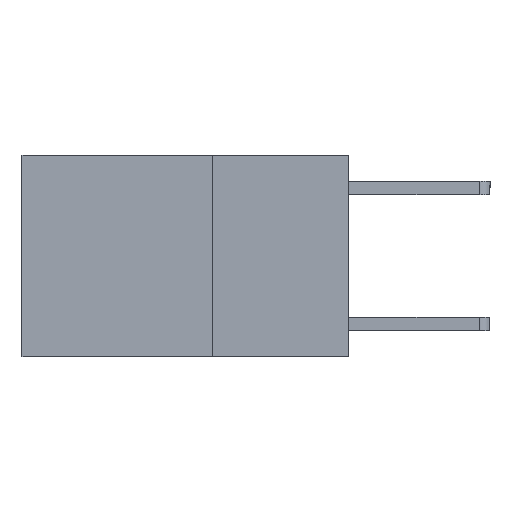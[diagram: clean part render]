
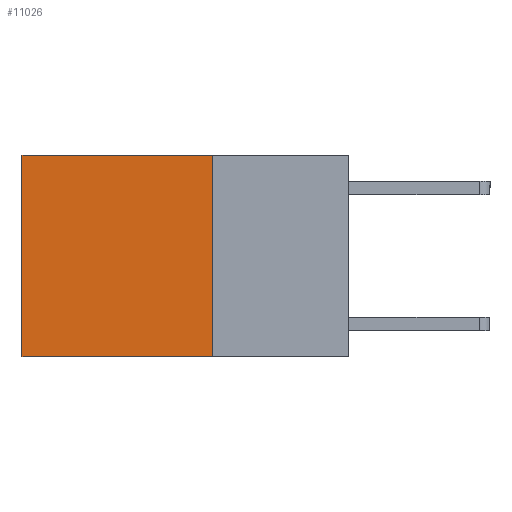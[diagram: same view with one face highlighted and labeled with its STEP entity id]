
A CAD part, left-side view. The second image highlights one B-rep face of the part: STEP entity #11026.
In plain terms, the highlighted planar face has unit normal (-1, 0, 0).
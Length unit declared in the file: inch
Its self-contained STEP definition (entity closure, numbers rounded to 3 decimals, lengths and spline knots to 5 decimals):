
#38 = DIRECTION ( 'NONE',  ( 0., 1., 0. ) ) ;
#273 = EDGE_CURVE ( 'NONE', #6577, #5519, #9658, .T. ) ;
#733 = VECTOR ( 'NONE', #7512, 39.37008 ) ;
#740 = CARTESIAN_POINT ( 'NONE',  ( 0.2625, 0.25, -0.37 ) ) ;
#1722 = FACE_OUTER_BOUND ( 'NONE', #6207, .T. ) ;
#1814 = AXIS2_PLACEMENT_3D ( 'NONE', #9796, #6782, #10660 ) ;
#2339 = VECTOR ( 'NONE', #38, 39.37008 ) ;
#2685 = CARTESIAN_POINT ( 'NONE',  ( 0.2625, 0.25, 0. ) ) ;
#2802 = CARTESIAN_POINT ( 'NONE',  ( 0.2625, 0.6, -0.37 ) ) ;
#3172 = LINE ( 'NONE', #9342, #9020 ) ;
#3269 = LINE ( 'NONE', #9378, #733 ) ;
#3610 = VECTOR ( 'NONE', #9540, 39.37008 ) ;
#4175 = ORIENTED_EDGE ( 'NONE', *, *, #10032, .F. ) ;
#4343 = ORIENTED_EDGE ( 'NONE', *, *, #5081, .T. ) ;
#5081 = EDGE_CURVE ( 'NONE', #10811, #7452, #3269, .T. ) ;
#5519 = VERTEX_POINT ( 'NONE', #740 ) ;
#6207 = EDGE_LOOP ( 'NONE', ( #4343, #4175, #10232, #10893 ) ) ;
#6246 = PLANE ( 'NONE',  #1814 ) ;
#6577 = VERTEX_POINT ( 'NONE', #9812 ) ;
#6782 = DIRECTION ( 'NONE',  ( 1., 0., 0. ) ) ;
#7452 = VERTEX_POINT ( 'NONE', #2802 ) ;
#7512 = DIRECTION ( 'NONE',  ( 0., 0., -1. ) ) ;
#8086 = CARTESIAN_POINT ( 'NONE',  ( 0.2625, 0.6, 0. ) ) ;
#8801 = LINE ( 'NONE', #11340, #2339 ) ;
#9020 = VECTOR ( 'NONE', #11129, 39.37008 ) ;
#9342 = CARTESIAN_POINT ( 'NONE',  ( 0.2625, 0.25, 0. ) ) ;
#9378 = CARTESIAN_POINT ( 'NONE',  ( 0.2625, 0.6, 0. ) ) ;
#9396 = EDGE_CURVE ( 'NONE', #6577, #10811, #3172, .T. ) ;
#9540 = DIRECTION ( 'NONE',  ( 0., 0., -1. ) ) ;
#9658 = LINE ( 'NONE', #2685, #3610 ) ;
#9796 = CARTESIAN_POINT ( 'NONE',  ( 0.2625, 0.25, 0. ) ) ;
#9812 = CARTESIAN_POINT ( 'NONE',  ( 0.2625, 0.25, 0. ) ) ;
#10032 = EDGE_CURVE ( 'NONE', #5519, #7452, #8801, .T. ) ;
#10232 = ORIENTED_EDGE ( 'NONE', *, *, #273, .F. ) ;
#10660 = DIRECTION ( 'NONE',  ( 0., 0., -1. ) ) ;
#10811 = VERTEX_POINT ( 'NONE', #8086 ) ;
#10893 = ORIENTED_EDGE ( 'NONE', *, *, #9396, .T. ) ;
#11026 = ADVANCED_FACE ( 'NONE', ( #1722 ), #6246, .F. ) ;
#11129 = DIRECTION ( 'NONE',  ( 0., 1., 0. ) ) ;
#11340 = CARTESIAN_POINT ( 'NONE',  ( 0.2625, 0.25, -0.37 ) ) ;
